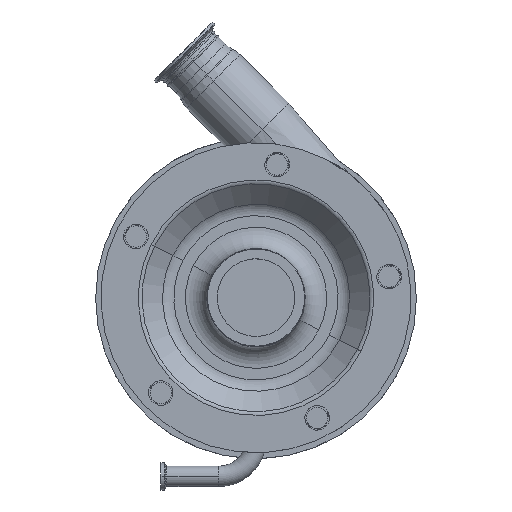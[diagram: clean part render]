
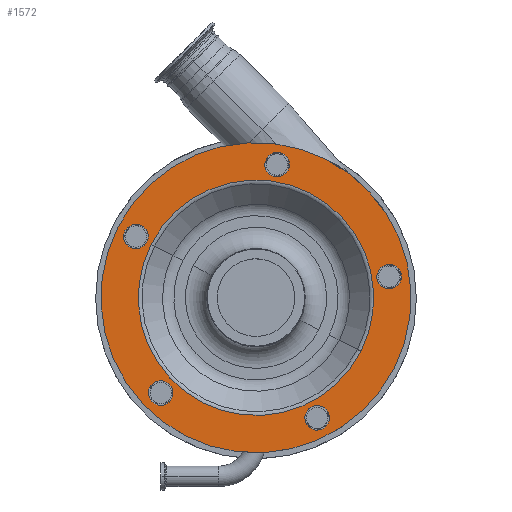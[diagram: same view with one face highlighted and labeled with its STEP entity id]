
A CAD part, top view. The second image highlights one B-rep face of the part: STEP entity #1572.
In plain terms, the highlighted planar face has unit normal (0, 0, 1).
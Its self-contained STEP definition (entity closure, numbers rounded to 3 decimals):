
#172 = VERTEX_POINT ( 'NONE', #17311 ) ;
#257 = DIRECTION ( 'NONE',  ( 0., 0., 1. ) ) ;
#562 = FACE_BOUND ( 'NONE', #18997, .T. ) ;
#564 = CARTESIAN_POINT ( 'NONE',  ( 19.711, 124.449, 295. ) ) ;
#641 = VERTEX_POINT ( 'NONE', #15979 ) ;
#1001 = VERTEX_POINT ( 'NONE', #9037 ) ;
#1121 = CIRCLE ( 'NONE', #7429, 110.071 ) ;
#1539 = CARTESIAN_POINT ( 'NONE',  ( -112.267, 57.203, 295. ) ) ;
#1572 = ADVANCED_FACE ( 'NONE', ( #14916, #562, #13262, #5525, #13572, #18209, #10328 ), #10128, .T. ) ;
#1668 = AXIS2_PLACEMENT_3D ( 'NONE', #564, #8345, #14713 ) ;
#1731 = EDGE_CURVE ( 'NONE', #7559, #17428, #6110, .T. ) ;
#1739 = CARTESIAN_POINT ( 'NONE',  ( -99.342, -83.875, 295. ) ) ;
#2047 = VERTEX_POINT ( 'NONE', #1739 ) ;
#2474 = AXIS2_PLACEMENT_3D ( 'NONE', #18026, #257, #3896 ) ;
#2836 = CIRCLE ( 'NONE', #14499, 11.5 ) ;
#2858 = VERTEX_POINT ( 'NONE', #9510 ) ;
#2932 = EDGE_CURVE ( 'NONE', #17428, #7559, #6497, .T. ) ;
#3029 = AXIS2_PLACEMENT_3D ( 'NONE', #16399, #7123, #8789 ) ;
#3133 = VERTEX_POINT ( 'NONE', #19208 ) ;
#3282 = CARTESIAN_POINT ( 'NONE',  ( 129.196, -65.829, 295. ) ) ;
#3396 = EDGE_LOOP ( 'NONE', ( #6070, #14564 ) ) ;
#3611 = CARTESIAN_POINT ( 'NONE',  ( 0., 0., 295. ) ) ;
#3660 = EDGE_CURVE ( 'NONE', #6125, #6470, #10194, .T. ) ;
#3667 = DIRECTION ( 'NONE',  ( 0., 0., 1. ) ) ;
#3746 = ORIENTED_EDGE ( 'NONE', *, *, #12809, .T. ) ;
#3780 = DIRECTION ( 'NONE',  ( 0., 0., 1. ) ) ;
#3896 = DIRECTION ( 'NONE',  ( -0.891, 0.454, 0. ) ) ;
#4092 = ORIENTED_EDGE ( 'NONE', *, *, #1731, .F. ) ;
#4719 = DIRECTION ( 'NONE',  ( -0.891, 0.454, 0. ) ) ;
#4834 = AXIS2_PLACEMENT_3D ( 'NONE', #8469, #3780, #6793 ) ;
#4959 = VERTEX_POINT ( 'NONE', #10271 ) ;
#5318 = DIRECTION ( 'NONE',  ( 0., 0., 1. ) ) ;
#5450 = CARTESIAN_POINT ( 'NONE',  ( 57.203, -112.267, 295. ) ) ;
#5454 = CARTESIAN_POINT ( 'NONE',  ( 0., 0., 295. ) ) ;
#5525 = FACE_BOUND ( 'NONE', #10400, .T. ) ;
#5789 = CARTESIAN_POINT ( 'NONE',  ( 124.449, 19.711, 295. ) ) ;
#5926 = EDGE_LOOP ( 'NONE', ( #10265, #4092 ) ) ;
#5945 = CARTESIAN_POINT ( 'NONE',  ( -112.267, 57.203, 295. ) ) ;
#6024 = EDGE_CURVE ( 'NONE', #4959, #6174, #15132, .T. ) ;
#6070 = ORIENTED_EDGE ( 'NONE', *, *, #15437, .F. ) ;
#6097 = CIRCLE ( 'NONE', #2474, 11.5 ) ;
#6110 = CIRCLE ( 'NONE', #8476, 11.5 ) ;
#6119 = AXIS2_PLACEMENT_3D ( 'NONE', #1539, #15912, #19196 ) ;
#6125 = VERTEX_POINT ( 'NONE', #10087 ) ;
#6174 = VERTEX_POINT ( 'NONE', #8523 ) ;
#6327 = DIRECTION ( 'NONE',  ( 0., 0., 1. ) ) ;
#6470 = VERTEX_POINT ( 'NONE', #8117 ) ;
#6497 = CIRCLE ( 'NONE', #4834, 11.5 ) ;
#6634 = CARTESIAN_POINT ( 'NONE',  ( 19.711, 124.449, 295. ) ) ;
#6789 = DIRECTION ( 'NONE',  ( -0.891, 0.454, 0. ) ) ;
#6793 = DIRECTION ( 'NONE',  ( -0.891, 0.454, 0. ) ) ;
#6824 = DIRECTION ( 'NONE',  ( -0.891, 0.454, 0. ) ) ;
#6996 = CARTESIAN_POINT ( 'NONE',  ( -129.196, 65.829, 295. ) ) ;
#7123 = DIRECTION ( 'NONE',  ( 0., 0., 1. ) ) ;
#7321 = DIRECTION ( 'NONE',  ( 0., 0., 1. ) ) ;
#7429 = AXIS2_PLACEMENT_3D ( 'NONE', #17911, #3667, #6789 ) ;
#7559 = VERTEX_POINT ( 'NONE', #13978 ) ;
#7564 = CIRCLE ( 'NONE', #17534, 145. ) ;
#7578 = ORIENTED_EDGE ( 'NONE', *, *, #14634, .F. ) ;
#7594 = CARTESIAN_POINT ( 'NONE',  ( 0., 0., 295. ) ) ;
#8117 = CARTESIAN_POINT ( 'NONE',  ( 134.695, 14.49, 295. ) ) ;
#8345 = DIRECTION ( 'NONE',  ( 0., 0., 1. ) ) ;
#8469 = CARTESIAN_POINT ( 'NONE',  ( 57.203, -112.267, 295. ) ) ;
#8476 = AXIS2_PLACEMENT_3D ( 'NONE', #5450, #9841, #16616 ) ;
#8523 = CARTESIAN_POINT ( 'NONE',  ( -122.513, 62.424, 295. ) ) ;
#8699 = EDGE_LOOP ( 'NONE', ( #15554, #16879 ) ) ;
#8751 = DIRECTION ( 'NONE',  ( 0., 0., 1. ) ) ;
#8789 = DIRECTION ( 'NONE',  ( -0.891, 0.454, 0. ) ) ;
#9037 = CARTESIAN_POINT ( 'NONE',  ( 9.464, 129.67, 295. ) ) ;
#9440 = CIRCLE ( 'NONE', #17413, 145. ) ;
#9454 = AXIS2_PLACEMENT_3D ( 'NONE', #6996, #5318, #19846 ) ;
#9510 = CARTESIAN_POINT ( 'NONE',  ( 98.074, -49.971, 295. ) ) ;
#9841 = DIRECTION ( 'NONE',  ( 0., 0., 1. ) ) ;
#9867 = DIRECTION ( 'NONE',  ( -0.891, 0.454, 0. ) ) ;
#9964 = DIRECTION ( 'NONE',  ( -0.891, 0.454, 0. ) ) ;
#9967 = DIRECTION ( 'NONE',  ( 0., 0., 1. ) ) ;
#9982 = CIRCLE ( 'NONE', #1668, 11.5 ) ;
#10087 = CARTESIAN_POINT ( 'NONE',  ( 114.202, 24.932, 295. ) ) ;
#10128 = PLANE ( 'NONE',  #9454 ) ;
#10194 = CIRCLE ( 'NONE', #12200, 11.5 ) ;
#10258 = EDGE_CURVE ( 'NONE', #2858, #15919, #1121, .T. ) ;
#10265 = ORIENTED_EDGE ( 'NONE', *, *, #2932, .F. ) ;
#10271 = CARTESIAN_POINT ( 'NONE',  ( -102.02, 51.982, 295. ) ) ;
#10328 = FACE_BOUND ( 'NONE', #3396, .T. ) ;
#10400 = EDGE_LOOP ( 'NONE', ( #15648, #19939 ) ) ;
#10674 = VERTEX_POINT ( 'NONE', #3282 ) ;
#10757 = EDGE_CURVE ( 'NONE', #641, #10674, #9440, .T. ) ;
#11156 = EDGE_CURVE ( 'NONE', #172, #2047, #6097, .T. ) ;
#12200 = AXIS2_PLACEMENT_3D ( 'NONE', #5789, #13632, #4719 ) ;
#12426 = EDGE_CURVE ( 'NONE', #6174, #4959, #14579, .T. ) ;
#12582 = CIRCLE ( 'NONE', #20510, 11.5 ) ;
#12596 = ORIENTED_EDGE ( 'NONE', *, *, #12426, .F. ) ;
#12809 = EDGE_CURVE ( 'NONE', #10674, #641, #7564, .T. ) ;
#13144 = CIRCLE ( 'NONE', #15786, 110.071 ) ;
#13262 = FACE_BOUND ( 'NONE', #5926, .T. ) ;
#13397 = EDGE_LOOP ( 'NONE', ( #17883, #3746 ) ) ;
#13572 = FACE_BOUND ( 'NONE', #8699, .T. ) ;
#13632 = DIRECTION ( 'NONE',  ( 0., 0., 1. ) ) ;
#13700 = EDGE_CURVE ( 'NONE', #6470, #6125, #12582, .T. ) ;
#13978 = CARTESIAN_POINT ( 'NONE',  ( 67.449, -117.488, 295. ) ) ;
#14402 = CARTESIAN_POINT ( 'NONE',  ( 46.956, -107.046, 295. ) ) ;
#14499 = AXIS2_PLACEMENT_3D ( 'NONE', #6634, #9967, #9867 ) ;
#14564 = ORIENTED_EDGE ( 'NONE', *, *, #10258, .F. ) ;
#14579 = CIRCLE ( 'NONE', #15900, 11.5 ) ;
#14634 = EDGE_CURVE ( 'NONE', #2047, #172, #16017, .T. ) ;
#14713 = DIRECTION ( 'NONE',  ( -0.891, 0.454, 0. ) ) ;
#14855 = DIRECTION ( 'NONE',  ( 0., 0., 1. ) ) ;
#14916 = FACE_OUTER_BOUND ( 'NONE', #13397, .T. ) ;
#15132 = CIRCLE ( 'NONE', #6119, 11.5 ) ;
#15332 = DIRECTION ( 'NONE',  ( -0.891, 0.454, 0. ) ) ;
#15437 = EDGE_CURVE ( 'NONE', #15919, #2858, #13144, .T. ) ;
#15554 = ORIENTED_EDGE ( 'NONE', *, *, #15914, .F. ) ;
#15648 = ORIENTED_EDGE ( 'NONE', *, *, #3660, .F. ) ;
#15786 = AXIS2_PLACEMENT_3D ( 'NONE', #3611, #19389, #9964 ) ;
#15900 = AXIS2_PLACEMENT_3D ( 'NONE', #5945, #7321, #15332 ) ;
#15912 = DIRECTION ( 'NONE',  ( 0., 0., 1. ) ) ;
#15914 = EDGE_CURVE ( 'NONE', #1001, #3133, #2836, .T. ) ;
#15918 = DIRECTION ( 'NONE',  ( -0.891, 0.454, 0. ) ) ;
#15919 = VERTEX_POINT ( 'NONE', #16433 ) ;
#15979 = CARTESIAN_POINT ( 'NONE',  ( -129.196, 65.829, 295. ) ) ;
#16017 = CIRCLE ( 'NONE', #3029, 11.5 ) ;
#16373 = EDGE_LOOP ( 'NONE', ( #12596, #20404 ) ) ;
#16399 = CARTESIAN_POINT ( 'NONE',  ( -89.095, -89.095, 295. ) ) ;
#16433 = CARTESIAN_POINT ( 'NONE',  ( -98.074, 49.971, 295. ) ) ;
#16616 = DIRECTION ( 'NONE',  ( -0.891, 0.454, 0. ) ) ;
#16769 = CARTESIAN_POINT ( 'NONE',  ( 124.449, 19.711, 295. ) ) ;
#16879 = ORIENTED_EDGE ( 'NONE', *, *, #17518, .F. ) ;
#17311 = CARTESIAN_POINT ( 'NONE',  ( -78.849, -94.316, 295. ) ) ;
#17413 = AXIS2_PLACEMENT_3D ( 'NONE', #5454, #14855, #6824 ) ;
#17428 = VERTEX_POINT ( 'NONE', #14402 ) ;
#17518 = EDGE_CURVE ( 'NONE', #3133, #1001, #9982, .T. ) ;
#17534 = AXIS2_PLACEMENT_3D ( 'NONE', #7594, #6327, #15918 ) ;
#17883 = ORIENTED_EDGE ( 'NONE', *, *, #10757, .T. ) ;
#17911 = CARTESIAN_POINT ( 'NONE',  ( 0., 0., 295. ) ) ;
#18026 = CARTESIAN_POINT ( 'NONE',  ( -89.095, -89.095, 295. ) ) ;
#18209 = FACE_BOUND ( 'NONE', #16373, .T. ) ;
#18399 = DIRECTION ( 'NONE',  ( -0.891, 0.454, 0. ) ) ;
#18659 = ORIENTED_EDGE ( 'NONE', *, *, #11156, .F. ) ;
#18997 = EDGE_LOOP ( 'NONE', ( #7578, #18659 ) ) ;
#19196 = DIRECTION ( 'NONE',  ( -0.891, 0.454, 0. ) ) ;
#19208 = CARTESIAN_POINT ( 'NONE',  ( 29.957, 119.228, 295. ) ) ;
#19389 = DIRECTION ( 'NONE',  ( 0., 0., 1. ) ) ;
#19846 = DIRECTION ( 'NONE',  ( 0., -1., 0. ) ) ;
#19939 = ORIENTED_EDGE ( 'NONE', *, *, #13700, .F. ) ;
#20404 = ORIENTED_EDGE ( 'NONE', *, *, #6024, .F. ) ;
#20510 = AXIS2_PLACEMENT_3D ( 'NONE', #16769, #8751, #18399 ) ;
